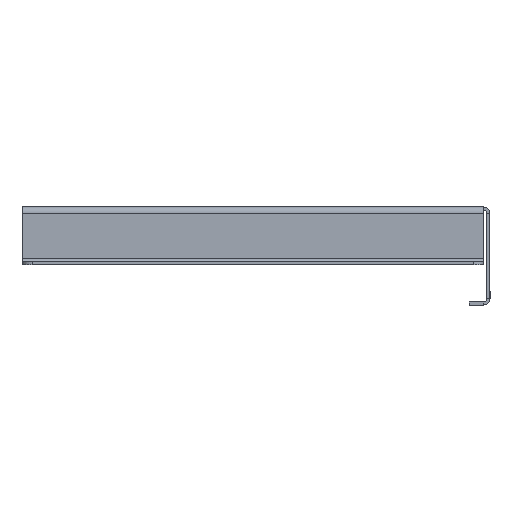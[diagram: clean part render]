
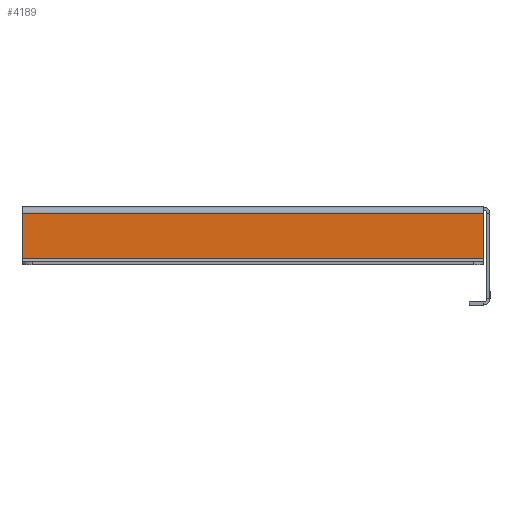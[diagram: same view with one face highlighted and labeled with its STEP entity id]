
A CAD part, left-side view. The second image highlights one B-rep face of the part: STEP entity #4189.
In plain terms, the highlighted planar face has unit normal (-1, 0, 0).
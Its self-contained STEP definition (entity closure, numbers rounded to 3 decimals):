
#84 = EDGE_CURVE ( 'NONE', #4695, #4014, #1596, .T. ) ;
#107 = CARTESIAN_POINT ( 'NONE',  ( -224., -111.5, -3. ) ) ;
#244 = ORIENTED_EDGE ( 'NONE', *, *, #84, .F. ) ;
#332 = DIRECTION ( 'NONE',  ( 1., 0., 0. ) ) ;
#349 = EDGE_CURVE ( 'NONE', #1686, #4695, #3387, .T. ) ;
#1355 = ORIENTED_EDGE ( 'NONE', *, *, #3301, .F. ) ;
#1385 = EDGE_CURVE ( 'NONE', #4480, #1686, #3552, .T. ) ;
#1414 = DIRECTION ( 'NONE',  ( 0., -1., 0. ) ) ;
#1467 = VECTOR ( 'NONE', #1414, 1000. ) ;
#1480 = AXIS2_PLACEMENT_3D ( 'NONE', #3410, #332, #5026 ) ;
#1596 = LINE ( 'NONE', #2795, #2705 ) ;
#1597 = CARTESIAN_POINT ( 'NONE',  ( -224., 111.5, -25. ) ) ;
#1686 = VERTEX_POINT ( 'NONE', #1959 ) ;
#1720 = DIRECTION ( 'NONE',  ( 0., 0., 1. ) ) ;
#1939 = DIRECTION ( 'NONE',  ( 0., 0., -1. ) ) ;
#1959 = CARTESIAN_POINT ( 'NONE',  ( -224., 111.5, -3. ) ) ;
#2327 = DIRECTION ( 'NONE',  ( 0., 1., 0. ) ) ;
#2459 = EDGE_LOOP ( 'NONE', ( #4333, #4399, #1355, #244 ) ) ;
#2566 = FACE_OUTER_BOUND ( 'NONE', #2459, .T. ) ;
#2705 = VECTOR ( 'NONE', #1939, 1000. ) ;
#2734 = VECTOR ( 'NONE', #2327, 1000. ) ;
#2795 = CARTESIAN_POINT ( 'NONE',  ( -224., -111.5, -1.5 ) ) ;
#3096 = CARTESIAN_POINT ( 'NONE',  ( -224., 111.5, -25. ) ) ;
#3301 = EDGE_CURVE ( 'NONE', #4014, #4480, #5015, .T. ) ;
#3331 = CARTESIAN_POINT ( 'NONE',  ( -224., -111.5, -25. ) ) ;
#3369 = VECTOR ( 'NONE', #1720, 1000. ) ;
#3387 = LINE ( 'NONE', #4971, #1467 ) ;
#3410 = CARTESIAN_POINT ( 'NONE',  ( -224., 0., 0. ) ) ;
#3552 = LINE ( 'NONE', #1597, #3369 ) ;
#4014 = VERTEX_POINT ( 'NONE', #3331 ) ;
#4189 = ADVANCED_FACE ( 'NONE', ( #2566 ), #4563, .F. ) ;
#4333 = ORIENTED_EDGE ( 'NONE', *, *, #349, .F. ) ;
#4399 = ORIENTED_EDGE ( 'NONE', *, *, #1385, .F. ) ;
#4480 = VERTEX_POINT ( 'NONE', #3096 ) ;
#4563 = PLANE ( 'NONE',  #1480 ) ;
#4695 = VERTEX_POINT ( 'NONE', #107 ) ;
#4971 = CARTESIAN_POINT ( 'NONE',  ( -224., -111.5, -3. ) ) ;
#5015 = LINE ( 'NONE', #5044, #2734 ) ;
#5026 = DIRECTION ( 'NONE',  ( 0., 0., -1. ) ) ;
#5044 = CARTESIAN_POINT ( 'NONE',  ( -224., -111.5, -25. ) ) ;
